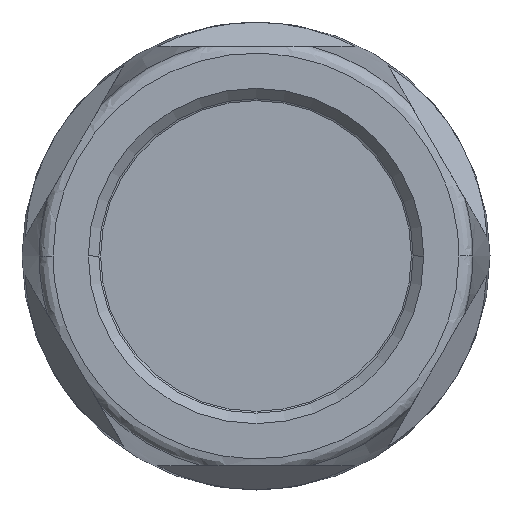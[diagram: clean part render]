
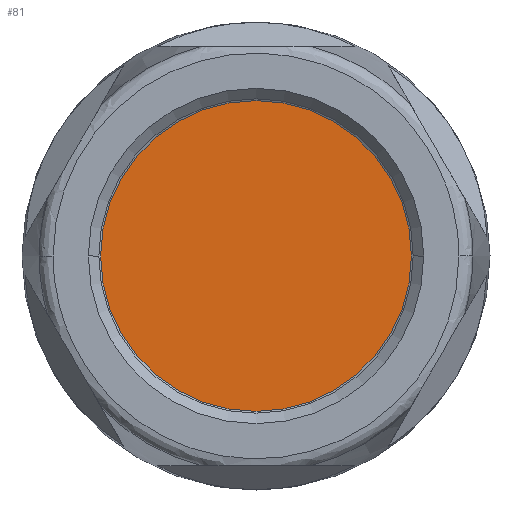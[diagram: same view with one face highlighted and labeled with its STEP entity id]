
A CAD part, left-side view. The second image highlights one B-rep face of the part: STEP entity #81.
In plain terms, the highlighted planar face has unit normal (-1, 0, 0).
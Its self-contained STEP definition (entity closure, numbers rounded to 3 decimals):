
#81 = ADVANCED_FACE ( 'NONE', ( #224 ), #1875, .T. ) ;
#153 = AXIS2_PLACEMENT_3D ( 'NONE', #1100, #1101, #2261 ) ;
#165 = AXIS2_PLACEMENT_3D ( 'NONE', #2109, #2110, #2111 ) ;
#224 = FACE_OUTER_BOUND ( 'NONE', #1450, .T. ) ;
#445 = CIRCLE ( 'NONE', #165, 22.25 ) ;
#478 = CIRCLE ( 'NONE', #153, 22.25 ) ;
#1100 = CARTESIAN_POINT ( 'NONE',  ( 25.15, 0., 0. ) ) ;
#1101 = DIRECTION ( 'NONE',  ( -1., 0., 0. ) ) ;
#1450 = EDGE_LOOP ( 'NONE', ( #2730, #2729 ) ) ;
#1875 = PLANE ( 'NONE',  #3587 ) ;
#1876 = DIRECTION ( 'NONE',  ( -1., 0., 0. ) ) ;
#1877 = CARTESIAN_POINT ( 'NONE',  ( 25.15, 22.25, 0. ) ) ;
#1878 = DIRECTION ( 'NONE',  ( 0., -1., 0. ) ) ;
#2109 = CARTESIAN_POINT ( 'NONE',  ( 25.15, 0., 0. ) ) ;
#2110 = DIRECTION ( 'NONE',  ( -1., 0., 0. ) ) ;
#2111 = DIRECTION ( 'NONE',  ( 0., -1., 0. ) ) ;
#2261 = DIRECTION ( 'NONE',  ( 0., -1., 0. ) ) ;
#2447 = CARTESIAN_POINT ( 'NONE',  ( 25.15, 22.25, 0. ) ) ;
#2460 = CARTESIAN_POINT ( 'NONE',  ( 25.15, -22.25, 0. ) ) ;
#2729 = ORIENTED_EDGE ( 'NONE', *, *, #2897, .T. ) ;
#2730 = ORIENTED_EDGE ( 'NONE', *, *, #2861, .T. ) ;
#2861 = EDGE_CURVE ( 'NONE', #3345, #3332, #445, .T. ) ;
#2897 = EDGE_CURVE ( 'NONE', #3332, #3345, #478, .T. ) ;
#3332 = VERTEX_POINT ( 'NONE', #2447 ) ;
#3345 = VERTEX_POINT ( 'NONE', #2460 ) ;
#3587 = AXIS2_PLACEMENT_3D ( 'NONE', #1877, #1876, #1878 ) ;
